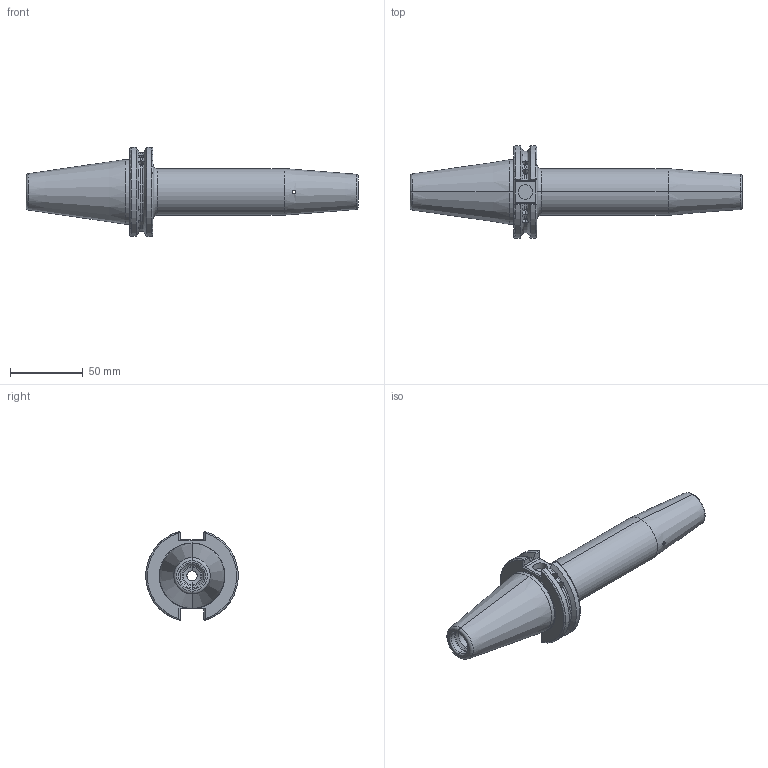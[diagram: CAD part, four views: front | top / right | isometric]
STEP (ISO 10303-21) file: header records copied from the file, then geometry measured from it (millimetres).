
FILE_DESCRIPTION (( 'STEP AP203' ), '1' );
FILE_NAME ('CA40A260-09160HP1.STEP', '2020-09-15T02:12:45', ( 'user' ), ( '' ), 'SwSTEP 2.0', 'SolidWorks 2013', '' );
FILE_SCHEMA (( 'CONFIG_CONTROL_DESIGN' ));
Length unit declared in the file: millimetre
Products named in the file (1): CA40A260-09160HP1
Bounding box: 228.25 x 63.35 x 61.23 mm (x, y, z)
Volume: 192668.9 mm3; surface area: 38770.8 mm2
Topology: 1 solids, 1 shells, 144 faces, 385 edges, 234 vertices
Faces by surface type: cylinder 50, torus 32, plane 32, cone 28, bspline 2
Entity records: 5132 total; most frequent: CARTESIAN_POINT 1660, ORIENTED_EDGE 754, DIRECTION 674, EDGE_CURVE 377, AXIS2_PLACEMENT_3D 271, VERTEX_POINT 234, EDGE_LOOP 153, ADVANCED_FACE 144
